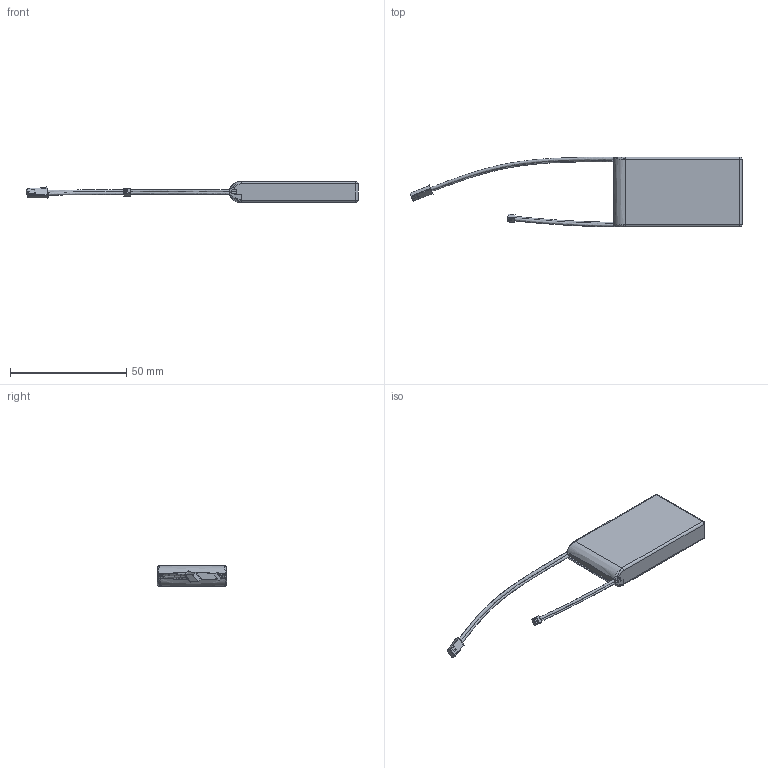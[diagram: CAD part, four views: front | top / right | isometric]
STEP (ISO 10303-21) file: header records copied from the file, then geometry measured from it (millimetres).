
FILE_DESCRIPTION (( 'STEP AP214' ), '1' );
FILE_NAME ('Bateria LiPo 2S 460mAh 20C.STEP', '2013-07-31T06:35:44', ( 'Lucas' ), ( '' ), 'SwSTEP 2.0', 'SolidWorks 2013', '' );
FILE_SCHEMA (( 'AUTOMOTIVE_DESIGN' ));
Length unit declared in the file: millimetre
Products named in the file (1): Bateria LiPo 2S 460mAh 20C
Bounding box: 142.65 x 30.01 x 9 mm (x, y, z)
Volume: 14919.5 mm3; surface area: 5663.7 mm2
Topology: 10 solids, 10 shells, 174 faces, 446 edges, 290 vertices
Faces by surface type: plane 93, cylinder 48, bspline 17, cone 8, torus 4, sphere 4
Entity records: 6546 total; most frequent: CARTESIAN_POINT 1915, ORIENTED_EDGE 884, DIRECTION 804, EDGE_CURVE 442, VERTEX_POINT 290, AXIS2_PLACEMENT_3D 275, LINE 254, VECTOR 254
